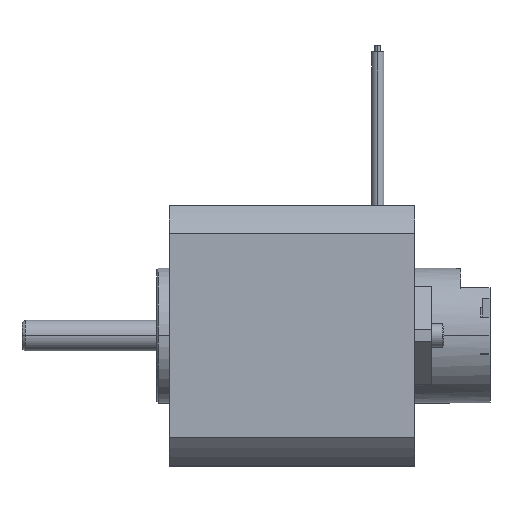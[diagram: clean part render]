
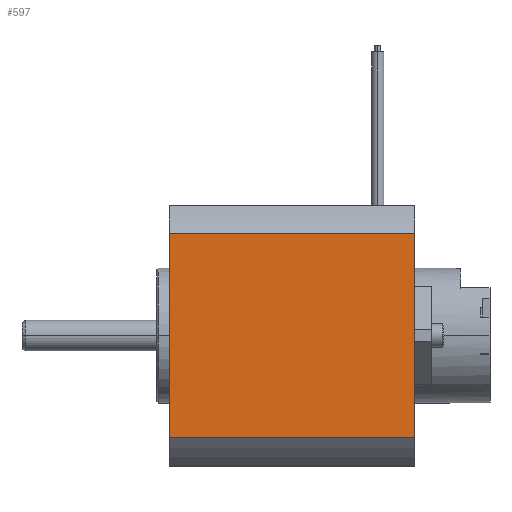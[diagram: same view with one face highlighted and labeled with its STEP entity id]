
A CAD part, top view. The second image highlights one B-rep face of the part: STEP entity #597.
In plain terms, the highlighted face is planar.
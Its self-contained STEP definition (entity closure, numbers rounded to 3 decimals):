
#188 = CARTESIAN_POINT ( 'NONE',  ( 0., 16.656, -21.25 ) ) ;
#321 = FACE_OUTER_BOUND ( 'NONE', #3571, .T. ) ;
#413 = CARTESIAN_POINT ( 'NONE',  ( 40., 16.656, -21.25 ) ) ;
#420 = CARTESIAN_POINT ( 'NONE',  ( 40., 16.656, -21.25 ) ) ;
#523 = LINE ( 'NONE', #3907, #4874 ) ;
#597 = ADVANCED_FACE ( 'NONE', ( #321 ), #1520, .F. ) ;
#888 = LINE ( 'NONE', #1728, #7209 ) ;
#1474 = ORIENTED_EDGE ( 'NONE', *, *, #4164, .T. ) ;
#1520 = PLANE ( 'NONE',  #3885 ) ;
#1596 = VECTOR ( 'NONE', #5736, 1000. ) ;
#1728 = CARTESIAN_POINT ( 'NONE',  ( 40., -16.656, -21.25 ) ) ;
#1815 = VERTEX_POINT ( 'NONE', #188 ) ;
#2102 = DIRECTION ( 'NONE',  ( 0., 1., 0. ) ) ;
#2495 = ORIENTED_EDGE ( 'NONE', *, *, #5505, .T. ) ;
#2713 = CARTESIAN_POINT ( 'NONE',  ( 40., 16.656, -21.25 ) ) ;
#2762 = VERTEX_POINT ( 'NONE', #420 ) ;
#2840 = ORIENTED_EDGE ( 'NONE', *, *, #5852, .F. ) ;
#3092 = LINE ( 'NONE', #413, #8132 ) ;
#3399 = VERTEX_POINT ( 'NONE', #6676 ) ;
#3571 = EDGE_LOOP ( 'NONE', ( #1474, #6661, #2840, #2495 ) ) ;
#3885 = AXIS2_PLACEMENT_3D ( 'NONE', #2713, #5943, #7181 ) ;
#3907 = CARTESIAN_POINT ( 'NONE',  ( 40., 16.656, -21.25 ) ) ;
#4164 = EDGE_CURVE ( 'NONE', #3399, #1815, #7931, .T. ) ;
#4874 = VECTOR ( 'NONE', #2102, 1000. ) ;
#5505 = EDGE_CURVE ( 'NONE', #5570, #3399, #888, .T. ) ;
#5570 = VERTEX_POINT ( 'NONE', #5571 ) ;
#5571 = CARTESIAN_POINT ( 'NONE',  ( 40., -16.656, -21.25 ) ) ;
#5617 = DIRECTION ( 'NONE',  ( -1., 0., 0. ) ) ;
#5736 = DIRECTION ( 'NONE',  ( 0., 1., 0. ) ) ;
#5852 = EDGE_CURVE ( 'NONE', #5570, #2762, #523, .T. ) ;
#5943 = DIRECTION ( 'NONE',  ( 0., 0., 1. ) ) ;
#6072 = EDGE_CURVE ( 'NONE', #2762, #1815, #3092, .T. ) ;
#6661 = ORIENTED_EDGE ( 'NONE', *, *, #6072, .F. ) ;
#6676 = CARTESIAN_POINT ( 'NONE',  ( 0., -16.656, -21.25 ) ) ;
#6941 = CARTESIAN_POINT ( 'NONE',  ( 0., 16.656, -21.25 ) ) ;
#7181 = DIRECTION ( 'NONE',  ( 1., 0., 0. ) ) ;
#7209 = VECTOR ( 'NONE', #5617, 1000. ) ;
#7322 = DIRECTION ( 'NONE',  ( -1., 0., 0. ) ) ;
#7931 = LINE ( 'NONE', #6941, #1596 ) ;
#8132 = VECTOR ( 'NONE', #7322, 1000. ) ;
